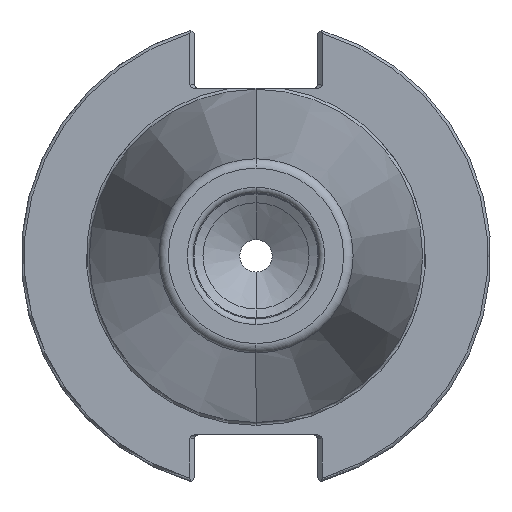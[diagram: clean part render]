
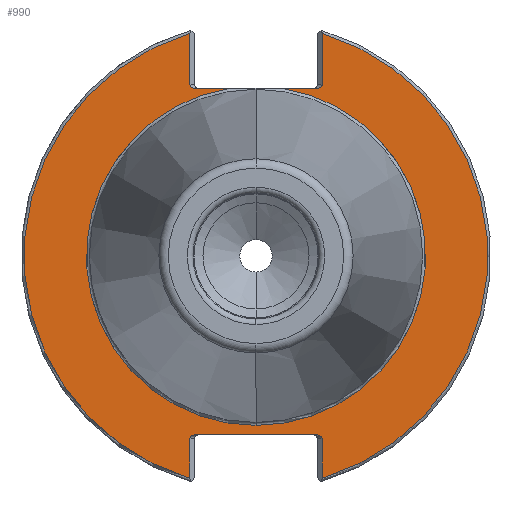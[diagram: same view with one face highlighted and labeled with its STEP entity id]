
A CAD part, left-side view. The second image highlights one B-rep face of the part: STEP entity #990.
In plain terms, the highlighted planar face has unit normal (-1, 0, 0).
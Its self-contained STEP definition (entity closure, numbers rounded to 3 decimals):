
#49 = EDGE_CURVE ( 'NONE', #1630, #3390, #2987, .T. ) ;
#100 = CARTESIAN_POINT ( 'NONE',  ( 3.175, -13.85, 46.598 ) ) ;
#129 = VECTOR ( 'NONE', #3551, 1000. ) ;
#176 = CARTESIAN_POINT ( 'NONE',  ( 3.175, -13.85, -46.598 ) ) ;
#193 = DIRECTION ( 'NONE',  ( 0., 0., 1. ) ) ;
#212 = CARTESIAN_POINT ( 'NONE',  ( 3.175, 13.381, -37.5 ) ) ;
#276 = VECTOR ( 'NONE', #1968, 1000. ) ;
#344 = VERTEX_POINT ( 'NONE', #2319 ) ;
#450 = DIRECTION ( 'NONE',  ( 0., 0., -1. ) ) ;
#466 = EDGE_CURVE ( 'NONE', #3271, #1550, #1314, .T. ) ;
#467 = DIRECTION ( 'NONE',  ( 1., 0., 0. ) ) ;
#477 = CARTESIAN_POINT ( 'NONE',  ( 3.175, 35.525, 0. ) ) ;
#486 = EDGE_CURVE ( 'NONE', #866, #3311, #1194, .T. ) ;
#490 = PLANE ( 'NONE',  #4949 ) ;
#625 = VECTOR ( 'NONE', #4960, 1000. ) ;
#651 = CARTESIAN_POINT ( 'NONE',  ( 3.175, 13.85, 35.431 ) ) ;
#836 = VERTEX_POINT ( 'NONE', #1922 ) ;
#866 = VERTEX_POINT ( 'NONE', #1631 ) ;
#964 = CARTESIAN_POINT ( 'NONE',  ( 3.175, -12.719, -37.5 ) ) ;
#990 = ADVANCED_FACE ( 'NONE', ( #4376 ), #490, .F. ) ;
#991 = ORIENTED_EDGE ( 'NONE', *, *, #4600, .T. ) ;
#1029 = DIRECTION ( 'NONE',  ( 0., 0., 1. ) ) ;
#1044 = EDGE_CURVE ( 'NONE', #3271, #4616, #3173, .T. ) ;
#1078 = EDGE_CURVE ( 'NONE', #2733, #2495, #5056, .T. ) ;
#1165 = AXIS2_PLACEMENT_3D ( 'NONE', #4228, #4237, #4150 ) ;
#1194 = LINE ( 'NONE', #4689, #4254 ) ;
#1266 = LINE ( 'NONE', #4193, #3124 ) ;
#1298 = CARTESIAN_POINT ( 'NONE',  ( 3.175, -13.85, 35.9 ) ) ;
#1314 = CIRCLE ( 'NONE', #4888, 48.612 ) ;
#1326 = EDGE_CURVE ( 'NONE', #2148, #866, #2119, .T. ) ;
#1353 = VERTEX_POINT ( 'NONE', #4529 ) ;
#1405 = EDGE_CURVE ( 'NONE', #836, #2733, #1802, .T. ) ;
#1426 =( BOUNDED_CURVE ( )  B_SPLINE_CURVE ( 3, ( #4221, #3003, #651, #3452 ),
 .UNSPECIFIED., .F., .T. ) 
 B_SPLINE_CURVE_WITH_KNOTS ( ( 4, 4 ),
 ( 4.712, 6.283 ),
 .UNSPECIFIED. ) 
 CURVE ( )  GEOMETRIC_REPRESENTATION_ITEM ( )  RATIONAL_B_SPLINE_CURVE ( ( 1., 0.805, 0.805, 1. ) ) 
 REPRESENTATION_ITEM ( '' )  );
#1550 = VERTEX_POINT ( 'NONE', #3244 ) ;
#1570 = EDGE_LOOP ( 'NONE', ( #991, #3824, #4144, #4682, #4198, #4267, #4263, #4868, #3903, #4558, #4626, #4388, #3716, #3529, #2928 ) ) ;
#1583 = VERTEX_POINT ( 'NONE', #2493 ) ;
#1630 = VERTEX_POINT ( 'NONE', #176 ) ;
#1631 = CARTESIAN_POINT ( 'NONE',  ( 3.175, -12.719, 35.1 ) ) ;
#1680 = LINE ( 'NONE', #3020, #4724 ) ;
#1802 = LINE ( 'NONE', #5081, #625 ) ;
#1814 = AXIS2_PLACEMENT_3D ( 'NONE', #3862, #3876, #3897 ) ;
#1879 = CARTESIAN_POINT ( 'NONE',  ( 3.175, 13.85, 35.9 ) ) ;
#1888 = EDGE_CURVE ( 'NONE', #1583, #3311, #4130, .T. ) ;
#1922 = CARTESIAN_POINT ( 'NONE',  ( 3.175, 12.719, -37.5 ) ) ;
#1968 = DIRECTION ( 'NONE',  ( 0., 1., 0. ) ) ;
#2069 = CARTESIAN_POINT ( 'NONE',  ( 3.175, 5.479, 35.1 ) ) ;
#2119 =( BOUNDED_CURVE ( )  B_SPLINE_CURVE ( 3, ( #2757, #2674, #2838, #2886 ),
 .UNSPECIFIED., .F., .F. ) 
 B_SPLINE_CURVE_WITH_KNOTS ( ( 4, 4 ),
 ( 3.142, 4.712 ),
 .UNSPECIFIED. ) 
 CURVE ( )  GEOMETRIC_REPRESENTATION_ITEM ( )  RATIONAL_B_SPLINE_CURVE ( ( 1., 0.805, 0.805, 1. ) ) 
 REPRESENTATION_ITEM ( '' )  );
#2148 = VERTEX_POINT ( 'NONE', #1298 ) ;
#2152 = CARTESIAN_POINT ( 'NONE',  ( 3.175, -13.85, 0. ) ) ;
#2161 = VERTEX_POINT ( 'NONE', #2069 ) ;
#2319 = CARTESIAN_POINT ( 'NONE',  ( 3.175, 13.85, -38.3 ) ) ;
#2406 = LINE ( 'NONE', #2152, #3334 ) ;
#2493 = CARTESIAN_POINT ( 'NONE',  ( 3.175, 0., -35.525 ) ) ;
#2495 = VERTEX_POINT ( 'NONE', #3609 ) ;
#2546 = DIRECTION ( 'NONE',  ( 0., 0., 1. ) ) ;
#2582 = DIRECTION ( 'NONE',  ( -1., 0., 0. ) ) ;
#2674 = CARTESIAN_POINT ( 'NONE',  ( 3.175, -13.85, 35.431 ) ) ;
#2705 = EDGE_CURVE ( 'NONE', #2148, #3390, #2406, .T. ) ;
#2733 = VERTEX_POINT ( 'NONE', #964 ) ;
#2757 = CARTESIAN_POINT ( 'NONE',  ( 3.175, -13.85, 35.9 ) ) ;
#2816 = CARTESIAN_POINT ( 'NONE',  ( 3.175, -5.479, 35.1 ) ) ;
#2838 = CARTESIAN_POINT ( 'NONE',  ( 3.175, -13.381, 35.1 ) ) ;
#2886 = CARTESIAN_POINT ( 'NONE',  ( 3.175, -12.719, 35.1 ) ) ;
#2898 =( BOUNDED_CURVE ( )  B_SPLINE_CURVE ( 3, ( #2968, #4962, #212, #2989 ),
 .UNSPECIFIED., .F., .F. ) 
 B_SPLINE_CURVE_WITH_KNOTS ( ( 4, 4 ),
 ( 3.142, 4.712 ),
 .UNSPECIFIED. ) 
 CURVE ( )  GEOMETRIC_REPRESENTATION_ITEM ( )  RATIONAL_B_SPLINE_CURVE ( ( 1., 0.805, 0.805, 1. ) ) 
 REPRESENTATION_ITEM ( '' )  );
#2928 = ORIENTED_EDGE ( 'NONE', *, *, #466, .T. ) ;
#2968 = CARTESIAN_POINT ( 'NONE',  ( 3.175, 13.85, -38.3 ) ) ;
#2987 = CIRCLE ( 'NONE', #1165, 48.612 ) ;
#2989 = CARTESIAN_POINT ( 'NONE',  ( 3.175, 12.719, -37.5 ) ) ;
#2994 = EDGE_CURVE ( 'NONE', #344, #836, #2898, .T. ) ;
#3003 = CARTESIAN_POINT ( 'NONE',  ( 3.175, 13.381, 35.1 ) ) ;
#3020 = CARTESIAN_POINT ( 'NONE',  ( 3.175, 13.85, -49.212 ) ) ;
#3124 = VECTOR ( 'NONE', #4574, 1000. ) ;
#3165 = CARTESIAN_POINT ( 'NONE',  ( 3.175, 35.525, 35.1 ) ) ;
#3173 = LINE ( 'NONE', #3525, #129 ) ;
#3185 = CARTESIAN_POINT ( 'NONE',  ( 3.175, 13.85, 46.598 ) ) ;
#3236 = CIRCLE ( 'NONE', #4470, 35.525 ) ;
#3244 = CARTESIAN_POINT ( 'NONE',  ( 3.175, 13.85, -46.598 ) ) ;
#3250 = EDGE_CURVE ( 'NONE', #2161, #1353, #3471, .T. ) ;
#3271 = VERTEX_POINT ( 'NONE', #3185 ) ;
#3311 = VERTEX_POINT ( 'NONE', #2816 ) ;
#3334 = VECTOR ( 'NONE', #2546, 1000. ) ;
#3390 = VERTEX_POINT ( 'NONE', #100 ) ;
#3452 = CARTESIAN_POINT ( 'NONE',  ( 3.175, 13.85, 35.9 ) ) ;
#3471 = LINE ( 'NONE', #3165, #276 ) ;
#3525 = CARTESIAN_POINT ( 'NONE',  ( 3.175, 13.85, 0. ) ) ;
#3529 = ORIENTED_EDGE ( 'NONE', *, *, #1044, .F. ) ;
#3548 = EDGE_CURVE ( 'NONE', #1630, #2495, #1266, .T. ) ;
#3551 = DIRECTION ( 'NONE',  ( 0., 0., -1. ) ) ;
#3609 = CARTESIAN_POINT ( 'NONE',  ( 3.175, -13.85, -38.3 ) ) ;
#3716 = ORIENTED_EDGE ( 'NONE', *, *, #4518, .T. ) ;
#3824 = ORIENTED_EDGE ( 'NONE', *, *, #2994, .T. ) ;
#3862 = CARTESIAN_POINT ( 'NONE',  ( 3.175, 0., 0. ) ) ;
#3876 = DIRECTION ( 'NONE',  ( -1., 0., 0. ) ) ;
#3892 = CARTESIAN_POINT ( 'NONE',  ( 3.175, -13.381, -37.5 ) ) ;
#3897 = DIRECTION ( 'NONE',  ( 0., 0., 1. ) ) ;
#3903 = ORIENTED_EDGE ( 'NONE', *, *, #486, .T. ) ;
#3913 = CARTESIAN_POINT ( 'NONE',  ( 3.175, -13.85, -37.831 ) ) ;
#3975 = CARTESIAN_POINT ( 'NONE',  ( 3.175, -12.719, -37.5 ) ) ;
#3995 = CARTESIAN_POINT ( 'NONE',  ( 3.175, -13.85, -38.3 ) ) ;
#4130 = CIRCLE ( 'NONE', #1814, 35.525 ) ;
#4144 = ORIENTED_EDGE ( 'NONE', *, *, #1405, .T. ) ;
#4150 = DIRECTION ( 'NONE',  ( 0., 0., 1. ) ) ;
#4193 = CARTESIAN_POINT ( 'NONE',  ( 3.175, -13.85, -49.212 ) ) ;
#4198 = ORIENTED_EDGE ( 'NONE', *, *, #3548, .F. ) ;
#4221 = CARTESIAN_POINT ( 'NONE',  ( 3.175, 12.719, 35.1 ) ) ;
#4228 = CARTESIAN_POINT ( 'NONE',  ( 3.175, 0., 0. ) ) ;
#4237 = DIRECTION ( 'NONE',  ( -1., 0., 0. ) ) ;
#4254 = VECTOR ( 'NONE', #4523, 1000. ) ;
#4263 = ORIENTED_EDGE ( 'NONE', *, *, #2705, .F. ) ;
#4267 = ORIENTED_EDGE ( 'NONE', *, *, #49, .T. ) ;
#4376 = FACE_OUTER_BOUND ( 'NONE', #1570, .T. ) ;
#4388 = ORIENTED_EDGE ( 'NONE', *, *, #3250, .T. ) ;
#4418 = EDGE_CURVE ( 'NONE', #2161, #1583, #3236, .T. ) ;
#4470 = AXIS2_PLACEMENT_3D ( 'NONE', #4944, #2582, #193 ) ;
#4518 = EDGE_CURVE ( 'NONE', #1353, #4616, #1426, .T. ) ;
#4523 = DIRECTION ( 'NONE',  ( 0., 1., 0. ) ) ;
#4529 = CARTESIAN_POINT ( 'NONE',  ( 3.175, 12.719, 35.1 ) ) ;
#4558 = ORIENTED_EDGE ( 'NONE', *, *, #1888, .F. ) ;
#4574 = DIRECTION ( 'NONE',  ( 0., 0., 1. ) ) ;
#4600 = EDGE_CURVE ( 'NONE', #1550, #344, #1680, .T. ) ;
#4616 = VERTEX_POINT ( 'NONE', #1879 ) ;
#4626 = ORIENTED_EDGE ( 'NONE', *, *, #4418, .F. ) ;
#4682 = ORIENTED_EDGE ( 'NONE', *, *, #1078, .T. ) ;
#4689 = CARTESIAN_POINT ( 'NONE',  ( 3.175, 35.525, 35.1 ) ) ;
#4724 = VECTOR ( 'NONE', #5024, 1000. ) ;
#4775 = DIRECTION ( 'NONE',  ( -1., 0., 0. ) ) ;
#4868 = ORIENTED_EDGE ( 'NONE', *, *, #1326, .T. ) ;
#4888 = AXIS2_PLACEMENT_3D ( 'NONE', #5065, #4775, #1029 ) ;
#4944 = CARTESIAN_POINT ( 'NONE',  ( 3.175, 0., 0. ) ) ;
#4949 = AXIS2_PLACEMENT_3D ( 'NONE', #477, #467, #450 ) ;
#4960 = DIRECTION ( 'NONE',  ( 0., -1., 0. ) ) ;
#4962 = CARTESIAN_POINT ( 'NONE',  ( 3.175, 13.85, -37.831 ) ) ;
#5024 = DIRECTION ( 'NONE',  ( 0., 0., 1. ) ) ;
#5056 =( BOUNDED_CURVE ( )  B_SPLINE_CURVE ( 3, ( #3975, #3892, #3913, #3995 ),
 .UNSPECIFIED., .F., .F. ) 
 B_SPLINE_CURVE_WITH_KNOTS ( ( 4, 4 ),
 ( 4.712, 6.283 ),
 .UNSPECIFIED. ) 
 CURVE ( )  GEOMETRIC_REPRESENTATION_ITEM ( )  RATIONAL_B_SPLINE_CURVE ( ( 1., 0.805, 0.805, 1. ) ) 
 REPRESENTATION_ITEM ( '' )  );
#5065 = CARTESIAN_POINT ( 'NONE',  ( 3.175, 0., 0. ) ) ;
#5081 = CARTESIAN_POINT ( 'NONE',  ( 3.175, -13.85, -37.5 ) ) ;
